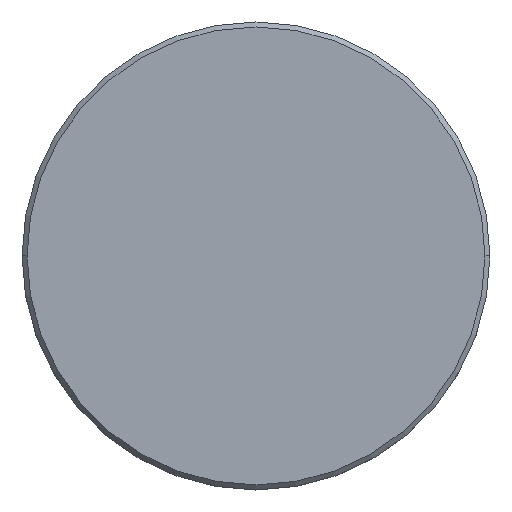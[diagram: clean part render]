
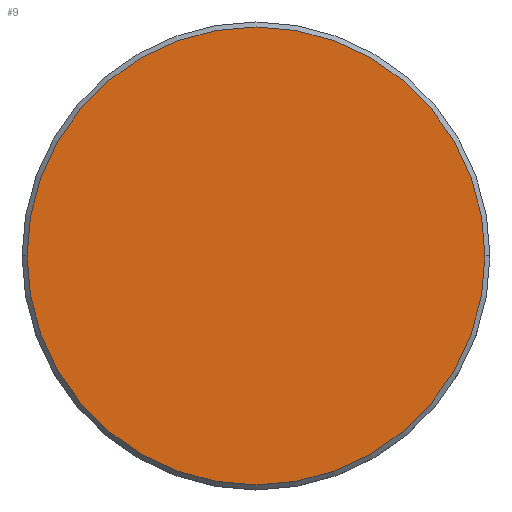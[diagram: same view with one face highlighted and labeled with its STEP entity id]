
A CAD part, top view. The second image highlights one B-rep face of the part: STEP entity #9.
In plain terms, the highlighted planar face has unit normal (0, 0, 1).
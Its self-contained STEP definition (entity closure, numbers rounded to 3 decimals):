
#9 = ADVANCED_FACE ( 'NONE', ( #1098 ), #1014, .T. ) ;
#51 = DIRECTION ( 'NONE',  ( 1., 0., 0. ) ) ;
#56 = CARTESIAN_POINT ( 'NONE',  ( 23., 0., 0. ) ) ;
#98 = DIRECTION ( 'NONE',  ( 0., 0., 1. ) ) ;
#102 = VERTEX_POINT ( 'NONE', #56 ) ;
#184 = AXIS2_PLACEMENT_3D ( 'NONE', #1033, #98, #496 ) ;
#233 = EDGE_CURVE ( 'NONE', #102, #661, #322, .T. ) ;
#314 = DIRECTION ( 'NONE',  ( 0., 0., 1. ) ) ;
#322 = CIRCLE ( 'NONE', #1140, 23. ) ;
#466 = CIRCLE ( 'NONE', #863, 23. ) ;
#496 = DIRECTION ( 'NONE',  ( 1., 0., 0. ) ) ;
#531 = ORIENTED_EDGE ( 'NONE', *, *, #1044, .T. ) ;
#535 = DIRECTION ( 'NONE',  ( 0., 0., 1. ) ) ;
#604 = CARTESIAN_POINT ( 'NONE',  ( 0., 0., 0. ) ) ;
#627 = ORIENTED_EDGE ( 'NONE', *, *, #233, .T. ) ;
#661 = VERTEX_POINT ( 'NONE', #732 ) ;
#732 = CARTESIAN_POINT ( 'NONE',  ( -23., 0., 0. ) ) ;
#863 = AXIS2_PLACEMENT_3D ( 'NONE', #604, #314, #51 ) ;
#910 = DIRECTION ( 'NONE',  ( 1., 0., 0. ) ) ;
#946 = EDGE_LOOP ( 'NONE', ( #531, #627 ) ) ;
#1014 = PLANE ( 'NONE',  #184 ) ;
#1033 = CARTESIAN_POINT ( 'NONE',  ( 0., 0., 0. ) ) ;
#1044 = EDGE_CURVE ( 'NONE', #661, #102, #466, .T. ) ;
#1098 = FACE_OUTER_BOUND ( 'NONE', #946, .T. ) ;
#1140 = AXIS2_PLACEMENT_3D ( 'NONE', #1181, #535, #910 ) ;
#1181 = CARTESIAN_POINT ( 'NONE',  ( 0., 0., 0. ) ) ;
